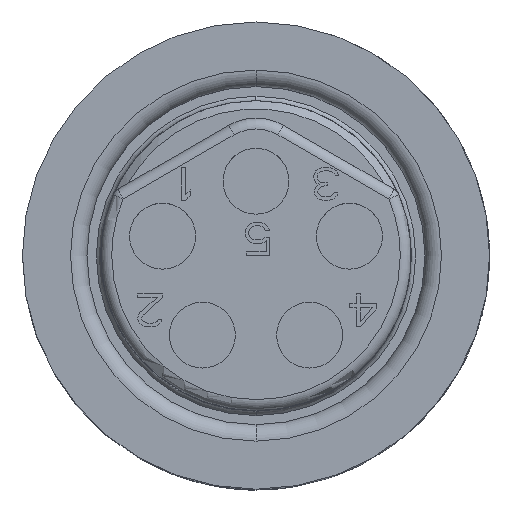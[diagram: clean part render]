
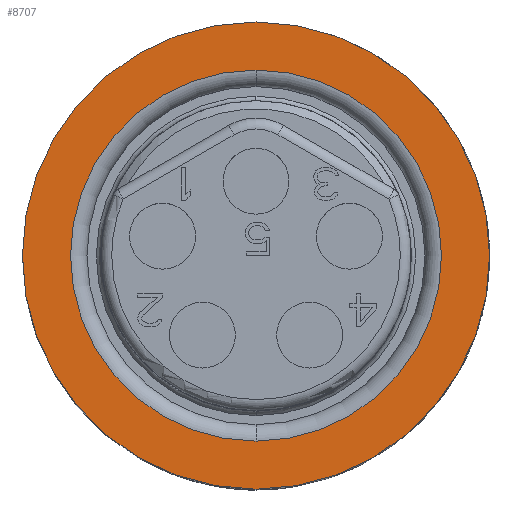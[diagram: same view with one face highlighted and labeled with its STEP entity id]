
A CAD part, top view. The second image highlights one B-rep face of the part: STEP entity #8707.
In plain terms, the highlighted planar face has unit normal (0, 0, 1).
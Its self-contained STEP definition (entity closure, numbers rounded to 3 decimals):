
#832=CARTESIAN_POINT('',(0.,0.,-2.));
#833=DIRECTION('',(0.,0.,-1.));
#834=DIRECTION('',(0.,-1.,0.));
#835=AXIS2_PLACEMENT_3D('',#832,#833,#834);
#837=CARTESIAN_POINT('',(0.,0.,-2.));
#838=DIRECTION('',(0.,0.,-1.));
#839=DIRECTION('',(0.,1.,0.));
#840=AXIS2_PLACEMENT_3D('',#837,#838,#839);
#842=CARTESIAN_POINT('',(0.,0.,-2.));
#843=DIRECTION('',(0.,0.,1.));
#844=DIRECTION('',(0.,-1.,0.));
#845=AXIS2_PLACEMENT_3D('',#842,#843,#844);
#847=CARTESIAN_POINT('',(0.,0.,-2.));
#848=DIRECTION('',(0.,0.,1.));
#849=DIRECTION('',(0.,1.,0.));
#850=AXIS2_PLACEMENT_3D('',#847,#848,#849);
#7379=CARTESIAN_POINT('',(0.,4.25,-2.));
#7380=VERTEX_POINT('',#7379);
#7381=CARTESIAN_POINT('',(0.,-4.25,-2.));
#7382=VERTEX_POINT('',#7381);
#7489=CARTESIAN_POINT('',(0.,-3.375,-2.));
#7490=CARTESIAN_POINT('',(0.,3.375,-2.));
#7491=VERTEX_POINT('',#7489);
#7492=VERTEX_POINT('',#7490);
#8692=CARTESIAN_POINT('',(0.,0.,-2.));
#8693=DIRECTION('',(0.,0.,-1.));
#8694=DIRECTION('',(0.,-1.,0.));
#8695=AXIS2_PLACEMENT_3D('',#8692,#8693,#8694);
#8696=PLANE('',#8695);
#8698=ORIENTED_EDGE('',*,*,#8697,.T.);
#8700=ORIENTED_EDGE('',*,*,#8699,.T.);
#8701=EDGE_LOOP('',(#8698,#8700));
#8702=FACE_OUTER_BOUND('',#8701,.F.);
#8703=ORIENTED_EDGE('',*,*,#8678,.T.);
#8704=ORIENTED_EDGE('',*,*,#8660,.T.);
#8705=EDGE_LOOP('',(#8703,#8704));
#8706=FACE_BOUND('',#8705,.F.);
#8707=ADVANCED_FACE('',(#8702,#8706),#8696,.F.);
#836=CIRCLE('',#835,4.25);
#841=CIRCLE('',#840,4.25);
#846=CIRCLE('',#845,3.375);
#851=CIRCLE('',#850,3.375);
#8660=EDGE_CURVE('',#7492,#7491,#851,.T.);
#8678=EDGE_CURVE('',#7491,#7492,#846,.T.);
#8697=EDGE_CURVE('',#7382,#7380,#836,.T.);
#8699=EDGE_CURVE('',#7380,#7382,#841,.T.);
